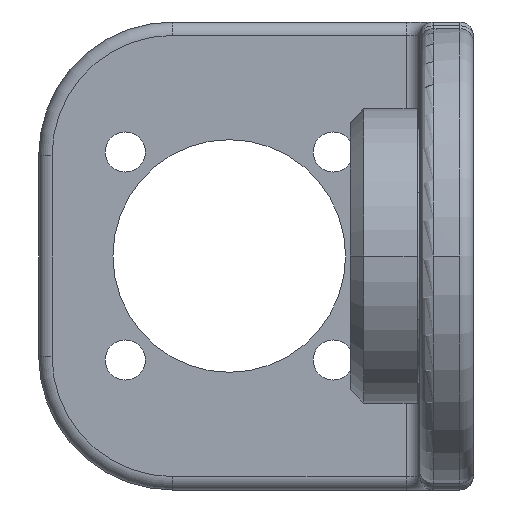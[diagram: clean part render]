
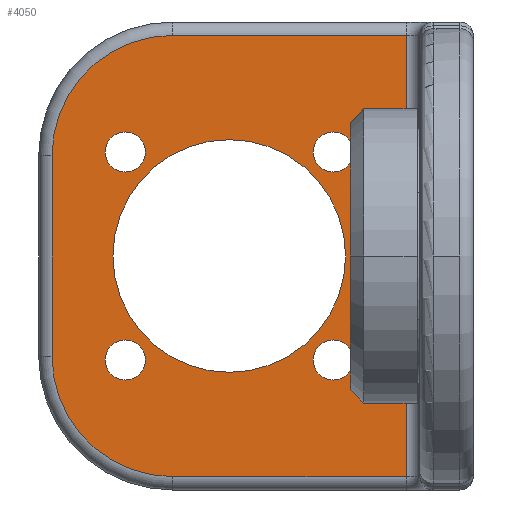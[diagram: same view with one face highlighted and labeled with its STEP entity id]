
A CAD part, front view. The second image highlights one B-rep face of the part: STEP entity #4050.
In plain terms, the highlighted planar face has unit normal (0, -1, 0).
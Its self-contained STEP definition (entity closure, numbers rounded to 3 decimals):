
#10 = DIRECTION ( 'NONE',  ( 0., 1., 0. ) ) ;
#24 = DIRECTION ( 'NONE',  ( -1., 0., 0. ) ) ;
#49 = DIRECTION ( 'NONE',  ( 1., 0., 0. ) ) ;
#68 = EDGE_CURVE ( 'NONE', #1127, #2113, #2481, .T. ) ;
#95 = DIRECTION ( 'NONE',  ( 0., 0., -1. ) ) ;
#168 = ORIENTED_EDGE ( 'NONE', *, *, #68, .F. ) ;
#252 = ORIENTED_EDGE ( 'NONE', *, *, #1831, .F. ) ;
#253 = CIRCLE ( 'NONE', #4223, 1.5 ) ;
#255 = CIRCLE ( 'NONE', #1973, 1.5 ) ;
#256 = CARTESIAN_POINT ( 'NONE',  ( 3.028, 252.6, 322.222 ) ) ;
#279 = VERTEX_POINT ( 'NONE', #2875 ) ;
#293 = CARTESIAN_POINT ( 'NONE',  ( -11.028, 252.6, 337.778 ) ) ;
#301 = FACE_OUTER_BOUND ( 'NONE', #3259, .T. ) ;
#313 = CARTESIAN_POINT ( 'NONE',  ( -11.028, 252.6, 322.222 ) ) ;
#321 = EDGE_CURVE ( 'NONE', #2468, #865, #3491, .T. ) ;
#347 = EDGE_CURVE ( 'NONE', #2028, #3639, #1901, .T. ) ;
#365 = PLANE ( 'NONE',  #3264 ) ;
#425 = AXIS2_PLACEMENT_3D ( 'NONE', #313, #3061, #2615 ) ;
#426 = DIRECTION ( 'NONE',  ( 0., 0., 1. ) ) ;
#465 = VERTEX_POINT ( 'NONE', #2402 ) ;
#471 = ORIENTED_EDGE ( 'NONE', *, *, #321, .F. ) ;
#491 = LINE ( 'NONE', #1805, #3592 ) ;
#529 = AXIS2_PLACEMENT_3D ( 'NONE', #3756, #1059, #999 ) ;
#532 = ORIENTED_EDGE ( 'NONE', *, *, #674, .F. ) ;
#561 = EDGE_LOOP ( 'NONE', ( #252, #1204 ) ) ;
#566 = DIRECTION ( 'NONE',  ( 1., 0., 0. ) ) ;
#577 = CARTESIAN_POINT ( 'NONE',  ( -7.5, 252.6, 322.5 ) ) ;
#631 = DIRECTION ( 'NONE',  ( 0., -1., 0. ) ) ;
#655 = DIRECTION ( 'NONE',  ( 1., 0., 0. ) ) ;
#671 = CARTESIAN_POINT ( 'NONE',  ( -17.5, 252.6, 346.5 ) ) ;
#674 = EDGE_CURVE ( 'NONE', #717, #1011, #255, .T. ) ;
#717 = VERTEX_POINT ( 'NONE', #3369 ) ;
#803 = EDGE_LOOP ( 'NONE', ( #1006, #471 ) ) ;
#804 = CARTESIAN_POINT ( 'NONE',  ( -16.5, 252.6, 337.5 ) ) ;
#865 = VERTEX_POINT ( 'NONE', #2001 ) ;
#889 = DIRECTION ( 'NONE',  ( -1., 0., 0. ) ) ;
#926 = CARTESIAN_POINT ( 'NONE',  ( 6.028, 252.6, 337.778 ) ) ;
#982 = FACE_BOUND ( 'NONE', #1070, .T. ) ;
#999 = DIRECTION ( 'NONE',  ( 1., 0., 0. ) ) ;
#1006 = ORIENTED_EDGE ( 'NONE', *, *, #2389, .F. ) ;
#1011 = VERTEX_POINT ( 'NONE', #4250 ) ;
#1059 = DIRECTION ( 'NONE',  ( 0., -1., 0. ) ) ;
#1070 = EDGE_LOOP ( 'NONE', ( #168, #3742 ) ) ;
#1072 = DIRECTION ( 'NONE',  ( -1., 0., 0. ) ) ;
#1081 = DIRECTION ( 'NONE',  ( 1., 0., 0. ) ) ;
#1082 = EDGE_LOOP ( 'NONE', ( #532, #2403 ) ) ;
#1102 = AXIS2_PLACEMENT_3D ( 'NONE', #2510, #1776, #49 ) ;
#1127 = VERTEX_POINT ( 'NONE', #3831 ) ;
#1146 = ORIENTED_EDGE ( 'NONE', *, *, #4408, .F. ) ;
#1147 = EDGE_CURVE ( 'NONE', #3806, #3734, #3616, .T. ) ;
#1156 = EDGE_LOOP ( 'NONE', ( #3672, #1146 ) ) ;
#1204 = ORIENTED_EDGE ( 'NONE', *, *, #4035, .F. ) ;
#1210 = EDGE_CURVE ( 'NONE', #3806, #465, #1968, .T. ) ;
#1215 = DIRECTION ( 'NONE',  ( 1., 0., 0. ) ) ;
#1223 = ORIENTED_EDGE ( 'NONE', *, *, #3048, .T. ) ;
#1236 = DIRECTION ( 'NONE',  ( 0., -1., 0. ) ) ;
#1305 = CARTESIAN_POINT ( 'NONE',  ( 4.528, 252.6, 322.222 ) ) ;
#1318 = VERTEX_POINT ( 'NONE', #3453 ) ;
#1355 = VECTOR ( 'NONE', #426, 1000. ) ;
#1426 = CIRCLE ( 'NONE', #3757, 9. ) ;
#1472 = ORIENTED_EDGE ( 'NONE', *, *, #1147, .T. ) ;
#1504 = VERTEX_POINT ( 'NONE', #804 ) ;
#1519 = CARTESIAN_POINT ( 'NONE',  ( -12.528, 252.6, 337.778 ) ) ;
#1621 = CARTESIAN_POINT ( 'NONE',  ( -3.25, 252.6, 330. ) ) ;
#1708 = DIRECTION ( 'NONE',  ( 0., 1., 0. ) ) ;
#1715 = VECTOR ( 'NONE', #1072, 1000. ) ;
#1733 = EDGE_CURVE ( 'NONE', #2113, #1127, #253, .T. ) ;
#1760 = AXIS2_PLACEMENT_3D ( 'NONE', #577, #2604, #889 ) ;
#1776 = DIRECTION ( 'NONE',  ( 0., -1., 0. ) ) ;
#1798 = CARTESIAN_POINT ( 'NONE',  ( -11.028, 252.6, 337.778 ) ) ;
#1805 = CARTESIAN_POINT ( 'NONE',  ( -16.5, 252.6, 312.5 ) ) ;
#1831 = EDGE_CURVE ( 'NONE', #1318, #3874, #2988, .T. ) ;
#1880 = CIRCLE ( 'NONE', #2248, 1.5 ) ;
#1901 = CIRCLE ( 'NONE', #3206, 1.5 ) ;
#1968 = CIRCLE ( 'NONE', #1760, 9. ) ;
#1973 = AXIS2_PLACEMENT_3D ( 'NONE', #2254, #1236, #3004 ) ;
#2001 = CARTESIAN_POINT ( 'NONE',  ( 5.45, 252.6, 330. ) ) ;
#2028 = VERTEX_POINT ( 'NONE', #926 ) ;
#2113 = VERTEX_POINT ( 'NONE', #1519 ) ;
#2212 = VERTEX_POINT ( 'NONE', #2576 ) ;
#2248 = AXIS2_PLACEMENT_3D ( 'NONE', #1305, #3393, #3131 ) ;
#2254 = CARTESIAN_POINT ( 'NONE',  ( -11.028, 252.6, 322.222 ) ) ;
#2260 = ORIENTED_EDGE ( 'NONE', *, *, #1210, .F. ) ;
#2368 = DIRECTION ( 'NONE',  ( 0., -1., 0. ) ) ;
#2372 = CIRCLE ( 'NONE', #425, 1.5 ) ;
#2376 = FACE_BOUND ( 'NONE', #1156, .T. ) ;
#2389 = EDGE_CURVE ( 'NONE', #865, #2468, #3119, .T. ) ;
#2402 = CARTESIAN_POINT ( 'NONE',  ( -16.5, 252.6, 322.5 ) ) ;
#2403 = ORIENTED_EDGE ( 'NONE', *, *, #3294, .F. ) ;
#2421 = CARTESIAN_POINT ( 'NONE',  ( -17.5, 252.6, 312.5 ) ) ;
#2468 = VERTEX_POINT ( 'NONE', #3871 ) ;
#2481 = CIRCLE ( 'NONE', #2633, 1.5 ) ;
#2491 = VECTOR ( 'NONE', #1215, 1000. ) ;
#2510 = CARTESIAN_POINT ( 'NONE',  ( -3.25, 252.6, 330. ) ) ;
#2574 = DIRECTION ( 'NONE',  ( 1., 0., 0. ) ) ;
#2576 = CARTESIAN_POINT ( 'NONE',  ( 10., 252.6, 346.5 ) ) ;
#2604 = DIRECTION ( 'NONE',  ( 0., 1., 0. ) ) ;
#2615 = DIRECTION ( 'NONE',  ( 1., 0., 0. ) ) ;
#2633 = AXIS2_PLACEMENT_3D ( 'NONE', #293, #2368, #655 ) ;
#2692 = FACE_BOUND ( 'NONE', #561, .T. ) ;
#2702 = DIRECTION ( 'NONE',  ( 0., -1., 0. ) ) ;
#2797 = CARTESIAN_POINT ( 'NONE',  ( -7.5, 252.6, 337.5 ) ) ;
#2807 = LINE ( 'NONE', #4200, #1355 ) ;
#2830 = CARTESIAN_POINT ( 'NONE',  ( 4.528, 252.6, 322.222 ) ) ;
#2834 = AXIS2_PLACEMENT_3D ( 'NONE', #2830, #4315, #2574 ) ;
#2866 = EDGE_CURVE ( 'NONE', #1504, #465, #491, .T. ) ;
#2875 = CARTESIAN_POINT ( 'NONE',  ( -7.5, 252.6, 346.5 ) ) ;
#2988 = CIRCLE ( 'NONE', #2834, 1.5 ) ;
#3004 = DIRECTION ( 'NONE',  ( 1., 0., 0. ) ) ;
#3048 = EDGE_CURVE ( 'NONE', #3734, #2212, #2807, .T. ) ;
#3061 = DIRECTION ( 'NONE',  ( 0., -1., 0. ) ) ;
#3118 = LINE ( 'NONE', #671, #1715 ) ;
#3119 = CIRCLE ( 'NONE', #1102, 8.7 ) ;
#3131 = DIRECTION ( 'NONE',  ( 1., 0., 0. ) ) ;
#3206 = AXIS2_PLACEMENT_3D ( 'NONE', #3990, #631, #566 ) ;
#3209 = CARTESIAN_POINT ( 'NONE',  ( -7.5, 252.6, 313.5 ) ) ;
#3259 = EDGE_LOOP ( 'NONE', ( #3964, #4413, #2260, #1472, #1223, #3965 ) ) ;
#3264 = AXIS2_PLACEMENT_3D ( 'NONE', #2421, #1708, #24 ) ;
#3294 = EDGE_CURVE ( 'NONE', #1011, #717, #2372, .T. ) ;
#3334 = CARTESIAN_POINT ( 'NONE',  ( 3.028, 252.6, 337.778 ) ) ;
#3369 = CARTESIAN_POINT ( 'NONE',  ( -9.528, 252.6, 322.222 ) ) ;
#3393 = DIRECTION ( 'NONE',  ( 0., -1., 0. ) ) ;
#3453 = CARTESIAN_POINT ( 'NONE',  ( 6.028, 252.6, 322.222 ) ) ;
#3459 = CARTESIAN_POINT ( 'NONE',  ( 10., 252.6, 313.5 ) ) ;
#3462 = EDGE_CURVE ( 'NONE', #2212, #279, #3118, .T. ) ;
#3491 = CIRCLE ( 'NONE', #4081, 8.7 ) ;
#3592 = VECTOR ( 'NONE', #95, 1000. ) ;
#3616 = LINE ( 'NONE', #3667, #2491 ) ;
#3639 = VERTEX_POINT ( 'NONE', #3334 ) ;
#3667 = CARTESIAN_POINT ( 'NONE',  ( -17.5, 252.6, 313.5 ) ) ;
#3672 = ORIENTED_EDGE ( 'NONE', *, *, #347, .F. ) ;
#3676 = DIRECTION ( 'NONE',  ( 1., 0., 0. ) ) ;
#3687 = EDGE_CURVE ( 'NONE', #1504, #279, #1426, .T. ) ;
#3734 = VERTEX_POINT ( 'NONE', #3459 ) ;
#3742 = ORIENTED_EDGE ( 'NONE', *, *, #1733, .F. ) ;
#3756 = CARTESIAN_POINT ( 'NONE',  ( 4.528, 252.6, 337.778 ) ) ;
#3757 = AXIS2_PLACEMENT_3D ( 'NONE', #2797, #10, #4108 ) ;
#3762 = FACE_BOUND ( 'NONE', #803, .T. ) ;
#3806 = VERTEX_POINT ( 'NONE', #3209 ) ;
#3831 = CARTESIAN_POINT ( 'NONE',  ( -9.528, 252.6, 337.778 ) ) ;
#3871 = CARTESIAN_POINT ( 'NONE',  ( -11.95, 252.6, 330. ) ) ;
#3874 = VERTEX_POINT ( 'NONE', #256 ) ;
#3922 = CIRCLE ( 'NONE', #529, 1.5 ) ;
#3964 = ORIENTED_EDGE ( 'NONE', *, *, #3687, .F. ) ;
#3965 = ORIENTED_EDGE ( 'NONE', *, *, #3462, .T. ) ;
#3990 = CARTESIAN_POINT ( 'NONE',  ( 4.528, 252.6, 337.778 ) ) ;
#4035 = EDGE_CURVE ( 'NONE', #3874, #1318, #1880, .T. ) ;
#4050 = ADVANCED_FACE ( 'NONE', ( #4103, #2692, #2376, #982, #3762, #301 ), #365, .F. ) ;
#4081 = AXIS2_PLACEMENT_3D ( 'NONE', #1621, #2702, #3676 ) ;
#4103 = FACE_BOUND ( 'NONE', #1082, .T. ) ;
#4108 = DIRECTION ( 'NONE',  ( -1., 0., 0. ) ) ;
#4185 = DIRECTION ( 'NONE',  ( 0., -1., 0. ) ) ;
#4200 = CARTESIAN_POINT ( 'NONE',  ( 10., 252.6, 347.5 ) ) ;
#4223 = AXIS2_PLACEMENT_3D ( 'NONE', #1798, #4185, #1081 ) ;
#4250 = CARTESIAN_POINT ( 'NONE',  ( -12.528, 252.6, 322.222 ) ) ;
#4315 = DIRECTION ( 'NONE',  ( 0., -1., 0. ) ) ;
#4408 = EDGE_CURVE ( 'NONE', #3639, #2028, #3922, .T. ) ;
#4413 = ORIENTED_EDGE ( 'NONE', *, *, #2866, .T. ) ;
